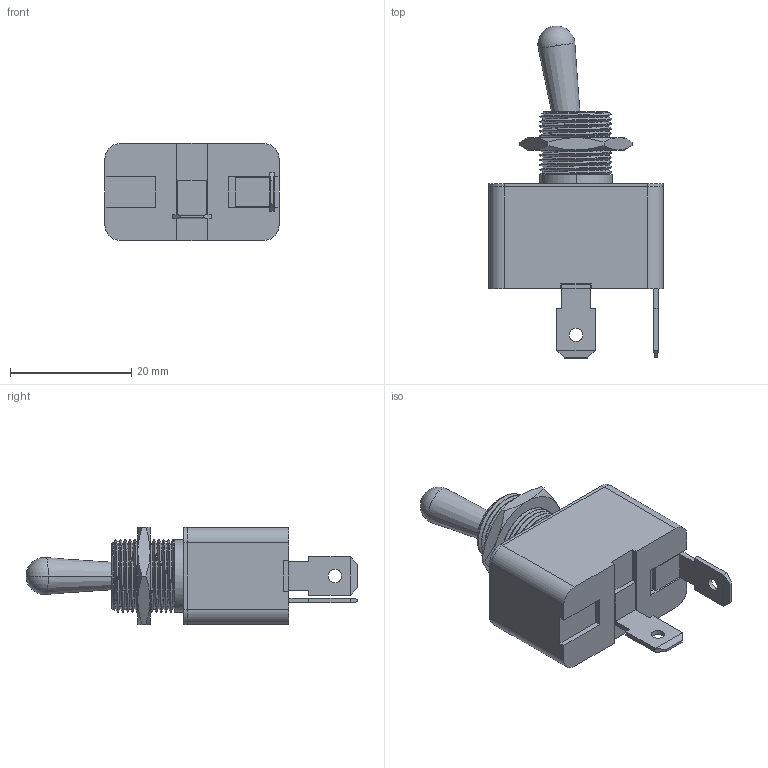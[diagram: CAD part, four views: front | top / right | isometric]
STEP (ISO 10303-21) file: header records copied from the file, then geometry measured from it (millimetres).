
FILE_DESCRIPTION (( 'STEP AP214' ), '1' );
FILE_NAME ('7343K712_TOGGLE SWITCH.step', '2021-02-21T00:25:23', ( '' ), ( '' ), 'SwSTEP 2.0', 'SolidWorks 2021', '' );
FILE_SCHEMA (( 'AUTOMOTIVE_DESIGN' ));
Length unit declared in the file: inch
Products named in the file (1): 7343K712_TOGGLE SWITCH
Bounding box: 28.7 x 54.75 x 16 mm (x, y, z)
Volume: 9041.3 mm3; surface area: 5456.2 mm2
Topology: 5 solids, 5 shells, 186 faces, 513 edges, 334 vertices
Faces by surface type: plane 70, cylinder 47, bspline 41, cone 26, sphere 2
Entity records: 26746 total; most frequent: CARTESIAN_POINT 22599, ORIENTED_EDGE 1012, DIRECTION 647, EDGE_CURVE 506, VERTEX_POINT 331, LINE 221, VECTOR 221, AXIS2_PLACEMENT_3D 213
